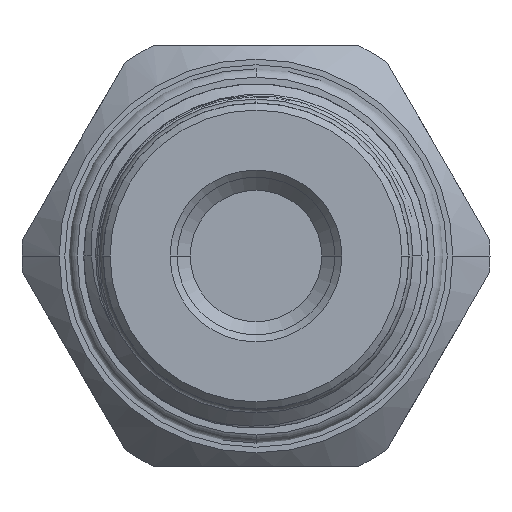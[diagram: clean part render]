
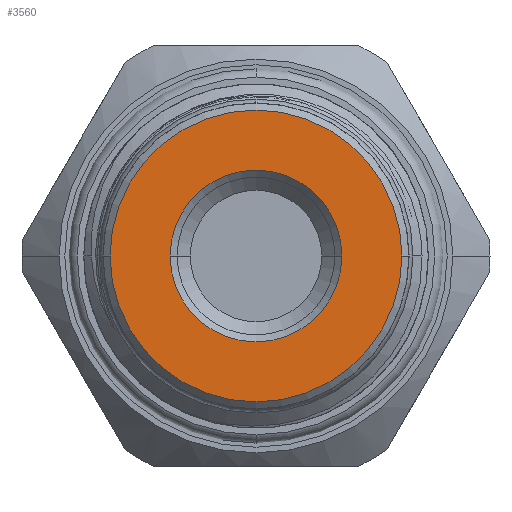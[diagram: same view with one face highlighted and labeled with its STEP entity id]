
A CAD part, left-side view. The second image highlights one B-rep face of the part: STEP entity #3560.
In plain terms, the highlighted planar face has unit normal (-1, 0, 0).
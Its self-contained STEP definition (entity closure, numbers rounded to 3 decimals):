
#73 = AXIS2_PLACEMENT_3D ( 'NONE', #1402, #6870, #2201 ) ;
#116 = DIRECTION ( 'NONE',  ( -1., 0., 0. ) ) ;
#390 = CARTESIAN_POINT ( 'NONE',  ( -72.795, -4.9, 0. ) ) ;
#417 = VERTEX_POINT ( 'NONE', #6975 ) ;
#466 = CIRCLE ( 'NONE', #5932, 4.9 ) ;
#1279 = DIRECTION ( 'NONE',  ( 1., 0., 0. ) ) ;
#1402 = CARTESIAN_POINT ( 'NONE',  ( -72.795, 0., 0. ) ) ;
#1652 = AXIS2_PLACEMENT_3D ( 'NONE', #7103, #116, #9499 ) ;
#1664 = ORIENTED_EDGE ( 'NONE', *, *, #4350, .T. ) ;
#1901 = DIRECTION ( 'NONE',  ( 1., 0., 0. ) ) ;
#1940 = EDGE_LOOP ( 'NONE', ( #4300, #2877 ) ) ;
#2201 = DIRECTION ( 'NONE',  ( 0., -1., 0. ) ) ;
#2492 = EDGE_CURVE ( 'NONE', #9281, #7290, #5377, .T. ) ;
#2619 = VERTEX_POINT ( 'NONE', #390 ) ;
#2877 = ORIENTED_EDGE ( 'NONE', *, *, #6634, .T. ) ;
#3059 = CARTESIAN_POINT ( 'NONE',  ( -72.795, 8.325, 0. ) ) ;
#3171 = FACE_OUTER_BOUND ( 'NONE', #6585, .T. ) ;
#3560 = ADVANCED_FACE ( 'NONE', ( #3906, #3171 ), #6247, .F. ) ;
#3875 = EDGE_CURVE ( 'NONE', #2619, #417, #466, .T. ) ;
#3906 = FACE_BOUND ( 'NONE', #1940, .T. ) ;
#3966 = AXIS2_PLACEMENT_3D ( 'NONE', #9438, #7107, #4038 ) ;
#4038 = DIRECTION ( 'NONE',  ( 0., 1., 0. ) ) ;
#4199 = CARTESIAN_POINT ( 'NONE',  ( -72.795, 0., 0. ) ) ;
#4300 = ORIENTED_EDGE ( 'NONE', *, *, #3875, .T. ) ;
#4350 = EDGE_CURVE ( 'NONE', #7290, #9281, #5971, .T. ) ;
#4928 = DIRECTION ( 'NONE',  ( 0., 1., 0. ) ) ;
#5196 = CARTESIAN_POINT ( 'NONE',  ( -72.795, 0., 0. ) ) ;
#5377 = CIRCLE ( 'NONE', #73, 8.325 ) ;
#5932 = AXIS2_PLACEMENT_3D ( 'NONE', #4199, #1901, #4928 ) ;
#5971 = CIRCLE ( 'NONE', #1652, 8.325 ) ;
#6247 = PLANE ( 'NONE',  #3966 ) ;
#6441 = CIRCLE ( 'NONE', #9253, 4.9 ) ;
#6585 = EDGE_LOOP ( 'NONE', ( #8571, #1664 ) ) ;
#6634 = EDGE_CURVE ( 'NONE', #417, #2619, #6441, .T. ) ;
#6870 = DIRECTION ( 'NONE',  ( -1., 0., 0. ) ) ;
#6975 = CARTESIAN_POINT ( 'NONE',  ( -72.795, 4.9, 0. ) ) ;
#7103 = CARTESIAN_POINT ( 'NONE',  ( -72.795, 0., 0. ) ) ;
#7107 = DIRECTION ( 'NONE',  ( 1., 0., 0. ) ) ;
#7290 = VERTEX_POINT ( 'NONE', #8122 ) ;
#7559 = DIRECTION ( 'NONE',  ( 0., 1., 0. ) ) ;
#8122 = CARTESIAN_POINT ( 'NONE',  ( -72.795, -8.325, 0. ) ) ;
#8571 = ORIENTED_EDGE ( 'NONE', *, *, #2492, .T. ) ;
#9253 = AXIS2_PLACEMENT_3D ( 'NONE', #5196, #1279, #7559 ) ;
#9281 = VERTEX_POINT ( 'NONE', #3059 ) ;
#9438 = CARTESIAN_POINT ( 'NONE',  ( -72.795, 0., 0. ) ) ;
#9499 = DIRECTION ( 'NONE',  ( 0., -1., 0. ) ) ;
